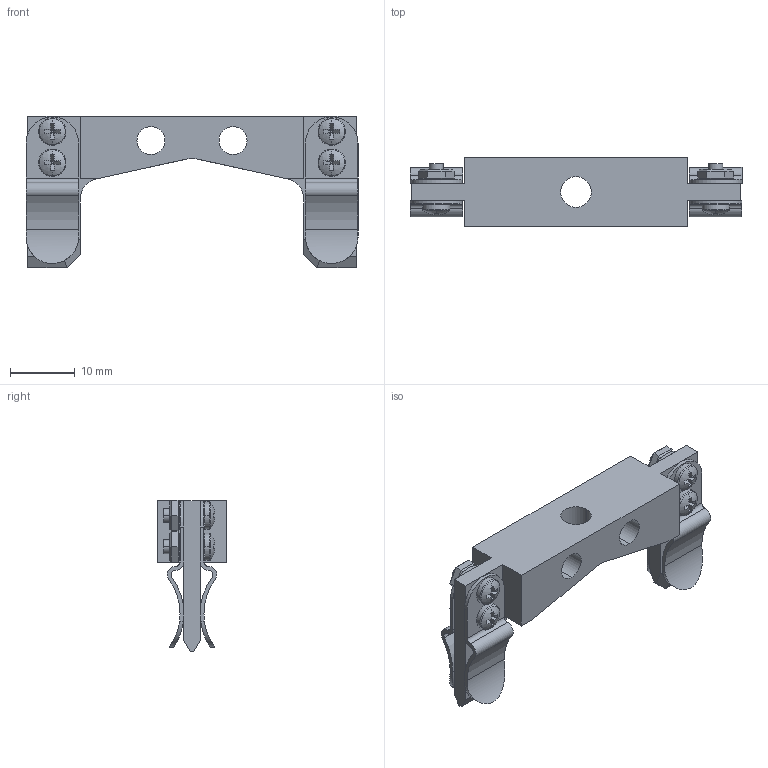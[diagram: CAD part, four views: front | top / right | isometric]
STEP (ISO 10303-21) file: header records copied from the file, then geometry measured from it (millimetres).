
FILE_DESCRIPTION((''),'2;1');
FILE_NAME('FHH1_ASM','2022-09-17T',('daizh'),(''),'CREO PARAMETRIC BY PTC INC, 2018360','CREO PARAMETRIC BY PTC INC, 2018360','');
FILE_SCHEMA(('CONFIG_CONTROL_DESIGN'));
Length unit declared in the file: millimetre
Products named in the file (5): FHH1_A1; FHH1_A2; M2X6_PM; NUT_M2; FHH1_ASM
Assembly tree (13 placements, depth 2):
  FHH1_ASM
    FHH1_A1
    FHH1_A2  x4
    M2X6_PM  x4
    NUT_M2  x4
Bounding box: 51.36 x 10.67 x 23.46 mm (x, y, z)
Volume: 4077.8 mm3; surface area: 5011.1 mm2
Topology: 13 solids, 13 shells, 322 faces, 766 edges, 474 vertices
Faces by surface type: plane 190, cylinder 100, cone 16, sphere 8, torus 8
Entity records: 3901 total; most frequent: CARTESIAN_POINT 713, DIRECTION 672, ORIENTED_EDGE 608, EDGE_CURVE 304, AXIS2_PLACEMENT_3D 239, VECTOR 194, LINE 194, VERTEX_POINT 192
